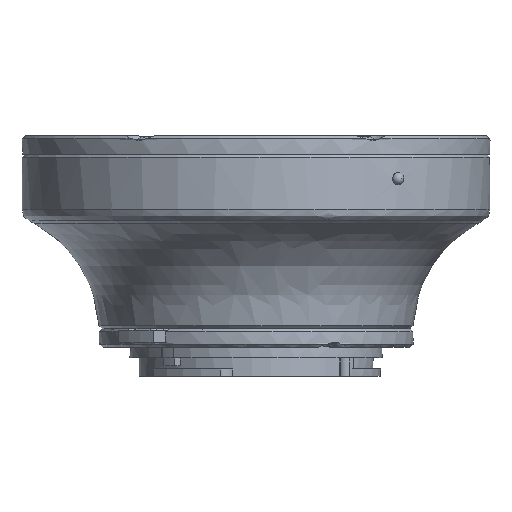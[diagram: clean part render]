
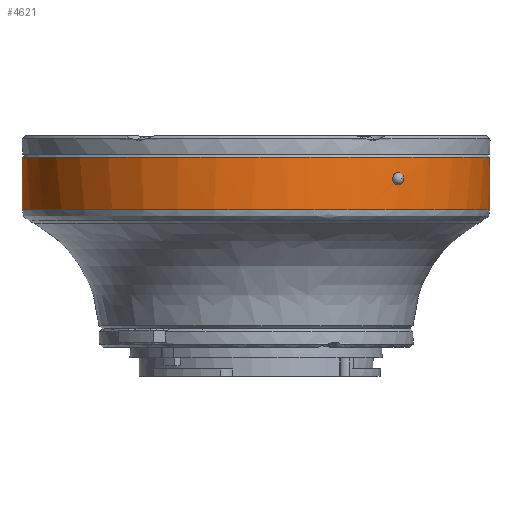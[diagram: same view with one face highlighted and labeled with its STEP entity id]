
A CAD part, left-side view. The second image highlights one B-rep face of the part: STEP entity #4621.
In plain terms, the highlighted cylindrical face has radius 38 mm (diameter 76 mm), a full revolution.
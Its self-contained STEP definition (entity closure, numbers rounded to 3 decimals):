
#154=B_SPLINE_CURVE_WITH_KNOTS('',3,(#11817,#11818,#11819,#11820,#11821,
#11822,#11823,#11824,#11825,#11826,#11827,#11828,#11829,#11830,#11831,#11832,
#11833,#11834,#11835,#11836,#11837,#11838,#11839,#11840,#11841,#11842,#11843,
#11844,#11845,#11846,#11847,#11848,#11849,#11850,#11851,#11852,#11853,#11854,
#11855,#11856,#11857,#11858,#11859,#11860,#11861,#11862,#11863,#11864,#11865,
#11866,#11867,#11868,#11869,#11870,#11871,#11872),.UNSPECIFIED.,.T.,.F.,
(1,1,1,1,1,1,1,1,1,1,1,1,1,1,1,1,1,1,1,1,1,1,1,1,1,1,1,1,1,1,1,1,1,1,1,
1,1,1,1,1,1,1,1,1,1,1,1,1,1,1,1,1,1,1,1,1,1,1,1,1),(-0.011,
-0.007,-0.004,0.,0.004,
0.007,0.015,0.022,0.026,
0.03,0.034,0.037,0.041,
0.045,0.048,0.052,0.06,
0.063,0.067,0.071,0.074,
0.078,0.082,0.086,0.089,
0.097,0.104,0.112,0.115,
0.119,0.127,0.13,0.134,
0.138,0.142,0.145,0.149,
0.156,0.164,0.171,0.175,0.179,
0.182,0.186,0.19,0.194,
0.197,0.201,0.209,0.212,
0.216,0.22,0.223,0.227,
0.231,0.235,0.238,0.242,
0.246,0.253),.UNSPECIFIED.);
#155=B_SPLINE_CURVE_WITH_KNOTS('',3,(#11874,#11875,#11876,#11877,#11878,
#11879,#11880,#11881,#11882,#11883,#11884),.UNSPECIFIED.,.T.,.F.,(1,1,1,
1,1,1,1,1,1,1,1,1,1,1,1),(-0.002,-0.002,-0.001,
0.,0.001,0.002,0.002,
0.003,0.004,0.005,0.005,
0.006,0.007,0.008,0.009),
 .UNSPECIFIED.);
#324=CYLINDRICAL_SURFACE('',#5288,38.);
#2092=ORIENTED_EDGE('',*,*,#2739,.T.);
#2093=ORIENTED_EDGE('',*,*,#2738,.T.);
#2094=ORIENTED_EDGE('',*,*,#2740,.T.);
#2738=EDGE_CURVE('',#3180,#3180,#3486,.T.);
#2739=EDGE_CURVE('',#3181,#3181,#154,.T.);
#2740=EDGE_CURVE('',#3182,#3182,#155,.F.);
#3180=VERTEX_POINT('',#11815);
#3181=VERTEX_POINT('',#11873);
#3182=VERTEX_POINT('',#11885);
#3486=CIRCLE('',#5287,38.);
#3848=EDGE_LOOP('',(#2092));
#3849=EDGE_LOOP('',(#2093));
#3850=EDGE_LOOP('',(#2094));
#4222=FACE_BOUND('',#3848,.T.);
#4223=FACE_BOUND('',#3849,.T.);
#4224=FACE_BOUND('',#3850,.T.);
#4621=ADVANCED_FACE('',(#4222,#4223,#4224),#324,.T.);
#5287=AXIS2_PLACEMENT_3D('',#11814,#6716,#6717);
#5288=AXIS2_PLACEMENT_3D('',#11816,#6718,#6719);
#6716=DIRECTION('',(0.,0.,-1.));
#6717=DIRECTION('',(-1.,0.,0.));
#6718=DIRECTION('',(0.,0.,1.));
#6719=DIRECTION('',(1.,0.,0.));
#11814=CARTESIAN_POINT('',(0.,0.,10.85));
#11815=CARTESIAN_POINT('',(-38.,0.,10.85));
#11816=CARTESIAN_POINT('',(0.,0.,-143.));
#11817=CARTESIAN_POINT('',(-37.171,-8.184,2.286));
#11818=CARTESIAN_POINT('',(-36.179,-11.826,2.286));
#11819=CARTESIAN_POINT('',(-34.838,-15.327,2.286));
#11820=CARTESIAN_POINT('',(-32.623,-19.765,2.286));
#11821=CARTESIAN_POINT('',(-29.004,-24.927,2.286));
#11822=CARTESIAN_POINT('',(-24.542,-29.2,2.286));
#11823=CARTESIAN_POINT('',(-20.438,-32.109,2.286));
#11824=CARTESIAN_POINT('',(-17.208,-33.947,2.286));
#11825=CARTESIAN_POINT('',(-13.822,-35.463,2.286));
#11826=CARTESIAN_POINT('',(-10.254,-36.655,2.286));
#11827=CARTESIAN_POINT('',(-6.607,-37.483,2.286));
#11828=CARTESIAN_POINT('',(-2.928,-37.947,2.286));
#11829=CARTESIAN_POINT('',(0.8,-38.054,2.286));
#11830=CARTESIAN_POINT('',(5.813,-37.697,2.286));
#11831=CARTESIAN_POINT('',(10.627,-36.633,2.286));
#11832=CARTESIAN_POINT('',(15.321,-34.842,2.286));
#11833=CARTESIAN_POINT('',(18.658,-33.173,2.286));
#11834=CARTESIAN_POINT('',(21.798,-31.2,2.286));
#11835=CARTESIAN_POINT('',(24.754,-28.913,2.286));
#11836=CARTESIAN_POINT('',(27.488,-26.326,2.286));
#11837=CARTESIAN_POINT('',(29.919,-23.524,2.286));
#11838=CARTESIAN_POINT('',(32.072,-20.496,2.286));
#11839=CARTESIAN_POINT('',(34.566,-16.127,2.286));
#11840=CARTESIAN_POINT('',(36.812,-10.371,2.286));
#11841=CARTESIAN_POINT('',(38.133,-2.922,2.286));
#11842=CARTESIAN_POINT('',(38.005,3.252,2.286));
#11843=CARTESIAN_POINT('',(37.165,8.213,2.286));
#11844=CARTESIAN_POINT('',(35.855,13.011,2.286));
#11845=CARTESIAN_POINT('',(33.824,17.629,2.286));
#11846=CARTESIAN_POINT('',(31.181,21.825,2.286));
#11847=CARTESIAN_POINT('',(28.883,24.789,2.286));
#11848=CARTESIAN_POINT('',(26.299,27.513,2.286));
#11849=CARTESIAN_POINT('',(23.496,29.942,2.286));
#11850=CARTESIAN_POINT('',(20.462,32.094,2.286));
#11851=CARTESIAN_POINT('',(16.09,34.583,2.286));
#11852=CARTESIAN_POINT('',(10.335,36.822,2.286));
#11853=CARTESIAN_POINT('',(2.885,38.136,2.286));
#11854=CARTESIAN_POINT('',(-3.293,38.001,2.286));
#11855=CARTESIAN_POINT('',(-8.252,37.157,2.286));
#11856=CARTESIAN_POINT('',(-11.834,36.173,2.286));
#11857=CARTESIAN_POINT('',(-15.301,34.851,2.286));
#11858=CARTESIAN_POINT('',(-18.669,33.169,2.286));
#11859=CARTESIAN_POINT('',(-21.83,31.178,2.286));
#11860=CARTESIAN_POINT('',(-24.76,28.905,2.286));
#11861=CARTESIAN_POINT('',(-27.474,26.342,2.286));
#11862=CARTESIAN_POINT('',(-30.765,22.548,2.286));
#11863=CARTESIAN_POINT('',(-33.417,18.391,2.286));
#11864=CARTESIAN_POINT('',(-35.471,13.803,2.286));
#11865=CARTESIAN_POINT('',(-36.649,10.266,2.286));
#11866=CARTESIAN_POINT('',(-37.475,6.651,2.286));
#11867=CARTESIAN_POINT('',(-37.948,2.939,2.286));
#11868=CARTESIAN_POINT('',(-38.052,-0.819,2.286));
#11869=CARTESIAN_POINT('',(-37.791,-4.52,2.286));
#11870=CARTESIAN_POINT('',(-37.171,-8.184,2.286));
#11871=CARTESIAN_POINT('',(-36.179,-11.826,2.286));
#11872=CARTESIAN_POINT('',(-34.838,-15.327,2.286));
#11873=CARTESIAN_POINT('',(-36.121,-11.802,2.286));
#11874=CARTESIAN_POINT('',(-29.761,-23.631,6.565));
#11875=CARTESIAN_POINT('',(-29.556,-23.884,7.35));
#11876=CARTESIAN_POINT('',(-29.761,-23.631,8.134));
#11877=CARTESIAN_POINT('',(-30.242,-23.014,8.458));
#11878=CARTESIAN_POINT('',(-30.709,-22.384,8.134));
#11879=CARTESIAN_POINT('',(-30.898,-22.12,7.35));
#11880=CARTESIAN_POINT('',(-30.71,-22.383,6.567));
#11881=CARTESIAN_POINT('',(-30.244,-23.013,6.242));
#11882=CARTESIAN_POINT('',(-29.761,-23.631,6.565));
#11883=CARTESIAN_POINT('',(-29.556,-23.884,7.35));
#11884=CARTESIAN_POINT('',(-29.761,-23.631,8.134));
#11885=CARTESIAN_POINT('',(-29.624,-23.799,7.35));
